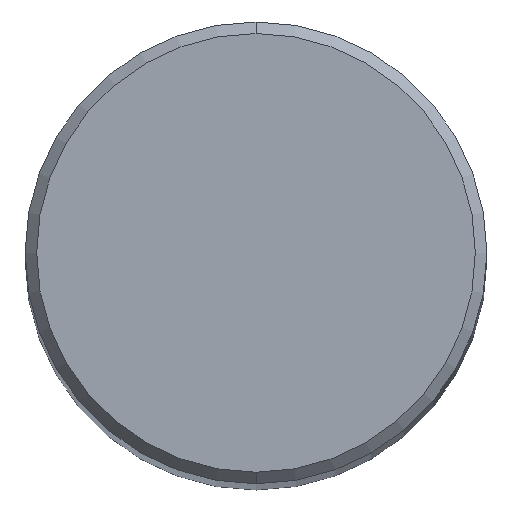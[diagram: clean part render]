
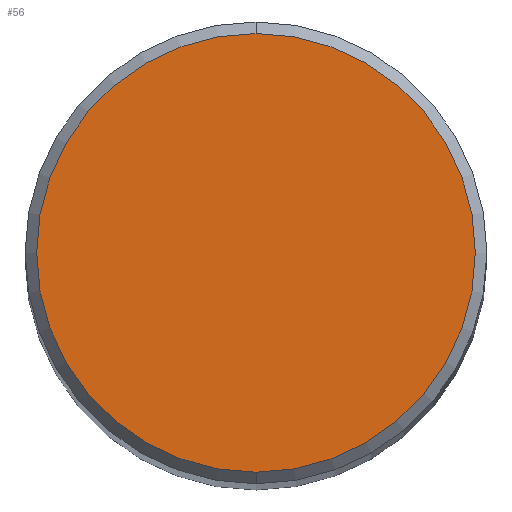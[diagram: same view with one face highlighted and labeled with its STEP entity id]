
A CAD part, top view. The second image highlights one B-rep face of the part: STEP entity #56.
In plain terms, the highlighted planar face has unit normal (0, 0, 1).
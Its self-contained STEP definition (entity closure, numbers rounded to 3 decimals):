
#45=PLANE('',#351);
#56=ADVANCED_FACE('',(#77),#45,.F.);
#77=FACE_OUTER_BOUND('',#90,.T.);
#90=EDGE_LOOP('',(#126,#127));
#126=ORIENTED_EDGE('',*,*,#168,.F.);
#127=ORIENTED_EDGE('',*,*,#166,.F.);
#147=VERTEX_POINT('',#503);
#148=VERTEX_POINT('',#505);
#166=EDGE_CURVE('',#147,#148,#181,.T.);
#168=EDGE_CURVE('',#148,#147,#182,.T.);
#181=CIRCLE('',#347,5.7);
#182=CIRCLE('',#349,5.7);
#347=AXIS2_PLACEMENT_3D('',#504,#426,#427);
#349=AXIS2_PLACEMENT_3D('',#508,#431,#432);
#351=AXIS2_PLACEMENT_3D('',#510,#435,#436);
#426=DIRECTION('',(0.,0.,-1.));
#427=DIRECTION('',(0.,-1.,0.));
#431=DIRECTION('',(0.,0.,-1.));
#432=DIRECTION('',(0.,1.,0.));
#435=DIRECTION('',(0.,0.,-1.));
#436=DIRECTION('',(0.,1.,0.));
#503=CARTESIAN_POINT('',(0.,-5.7,95.));
#504=CARTESIAN_POINT('',(0.,0.,95.));
#505=CARTESIAN_POINT('',(0.,5.7,95.));
#508=CARTESIAN_POINT('',(0.,0.,95.));
#510=CARTESIAN_POINT('',(0.,0.,95.));
